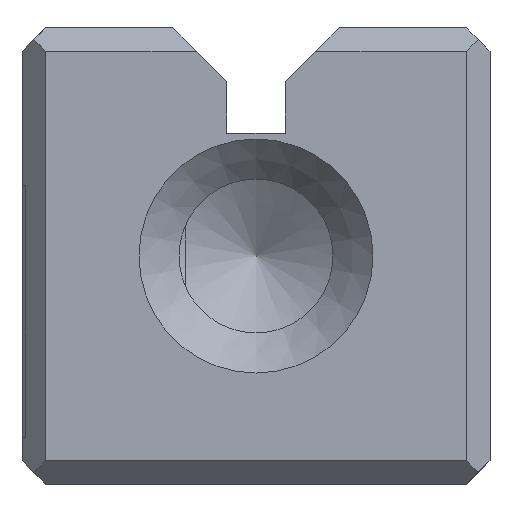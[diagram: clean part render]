
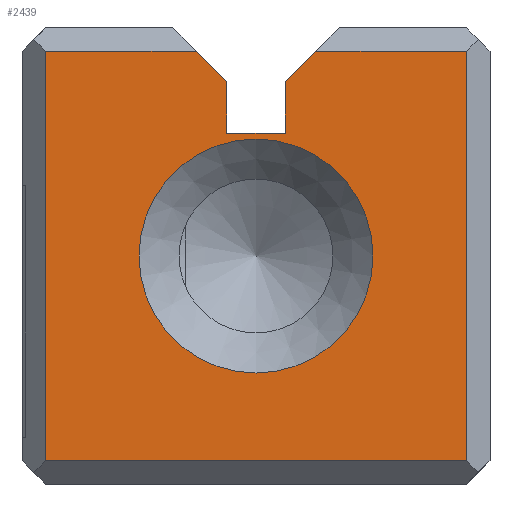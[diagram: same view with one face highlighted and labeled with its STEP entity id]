
A CAD part, front view. The second image highlights one B-rep face of the part: STEP entity #2439.
In plain terms, the highlighted planar face has unit normal (0, -1, 0).
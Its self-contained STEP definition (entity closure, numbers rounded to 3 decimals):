
#2439=ADVANCED_FACE('',(#3283,#3284),#2792,.T.);
#2792=PLANE('',#8425);
#3030=CIRCLE('',#8424,1.);
#3283=FACE_BOUND('',#3423,.T.);
#3284=FACE_BOUND('',#3424,.T.);
#3423=EDGE_LOOP('',(#4073,#4074,#4075,#4076,#4077,#4078,#4079,#4080,#4081,
#4082));
#3424=EDGE_LOOP('',(#4083));
#4073=ORIENTED_EDGE('',*,*,#6453,.T.);
#4074=ORIENTED_EDGE('',*,*,#6454,.F.);
#4075=ORIENTED_EDGE('',*,*,#6455,.F.);
#4076=ORIENTED_EDGE('',*,*,#6456,.F.);
#4077=ORIENTED_EDGE('',*,*,#6457,.T.);
#4078=ORIENTED_EDGE('',*,*,#6458,.T.);
#4079=ORIENTED_EDGE('',*,*,#6459,.T.);
#4080=ORIENTED_EDGE('',*,*,#6460,.T.);
#4081=ORIENTED_EDGE('',*,*,#6461,.T.);
#4082=ORIENTED_EDGE('',*,*,#6462,.F.);
#4083=ORIENTED_EDGE('',*,*,#6463,.T.);
#5845=VERTEX_POINT('',#10737);
#5846=VERTEX_POINT('',#10738);
#5847=VERTEX_POINT('',#10740);
#5848=VERTEX_POINT('',#10742);
#5849=VERTEX_POINT('',#10744);
#5850=VERTEX_POINT('',#10746);
#5851=VERTEX_POINT('',#10748);
#5852=VERTEX_POINT('',#10750);
#5853=VERTEX_POINT('',#10752);
#5854=VERTEX_POINT('',#10754);
#5855=VERTEX_POINT('',#10757);
#6453=EDGE_CURVE('',#5845,#5846,#7255,.T.);
#6454=EDGE_CURVE('',#5847,#5846,#7256,.T.);
#6455=EDGE_CURVE('',#5848,#5847,#7257,.T.);
#6456=EDGE_CURVE('',#5849,#5848,#7258,.T.);
#6457=EDGE_CURVE('',#5849,#5850,#7259,.T.);
#6458=EDGE_CURVE('',#5850,#5851,#7260,.T.);
#6459=EDGE_CURVE('',#5851,#5852,#7261,.T.);
#6460=EDGE_CURVE('',#5852,#5853,#7262,.T.);
#6461=EDGE_CURVE('',#5853,#5854,#7263,.T.);
#6462=EDGE_CURVE('',#5845,#5854,#7264,.T.);
#6463=EDGE_CURVE('',#5855,#5855,#3030,.T.);
#7255=LINE('',#10736,#7915);
#7256=LINE('',#10739,#7916);
#7257=LINE('',#10741,#7917);
#7258=LINE('',#10743,#7918);
#7259=LINE('',#10745,#7919);
#7260=LINE('',#10747,#7920);
#7261=LINE('',#10749,#7921);
#7262=LINE('',#10751,#7922);
#7263=LINE('',#10753,#7923);
#7264=LINE('',#10755,#7924);
#7915=VECTOR('',#8909,1.);
#7916=VECTOR('',#8910,1.);
#7917=VECTOR('',#8911,1.);
#7918=VECTOR('',#8912,1.);
#7919=VECTOR('',#8913,1.);
#7920=VECTOR('',#8914,1.);
#7921=VECTOR('',#8915,1.);
#7922=VECTOR('',#8916,1.);
#7923=VECTOR('',#8917,1.);
#7924=VECTOR('',#8918,1.);
#8424=AXIS2_PLACEMENT_3D('',#10756,#8919,#8920);
#8425=AXIS2_PLACEMENT_3D('',#10758,#8921,#8922);
#8909=DIRECTION('',(0.,0.,-1.));
#8910=DIRECTION('',(1.,0.,0.));
#8911=DIRECTION('',(0.,0.,-1.));
#8912=DIRECTION('',(0.707,0.,-0.707));
#8913=DIRECTION('',(-1.,0.,0.));
#8914=DIRECTION('',(0.,0.,-1.));
#8915=DIRECTION('',(1.,0.,0.));
#8916=DIRECTION('',(0.,0.,1.));
#8917=DIRECTION('',(-1.,0.,0.));
#8918=DIRECTION('',(0.707,0.,0.707));
#8919=DIRECTION('',(0.,1.,0.));
#8920=DIRECTION('',(0.,0.,1.));
#8921=DIRECTION('',(0.,-1.,0.));
#8922=DIRECTION('',(0.,0.,1.));
#10736=CARTESIAN_POINT('',(2.25,0.,3.));
#10737=CARTESIAN_POINT('',(2.25,0.,3.439));
#10738=CARTESIAN_POINT('',(2.25,0.,3.));
#10739=CARTESIAN_POINT('',(1.75,0.,3.));
#10740=CARTESIAN_POINT('',(1.75,0.,3.));
#10741=CARTESIAN_POINT('',(1.75,0.,3.));
#10742=CARTESIAN_POINT('',(1.75,0.,3.439));
#10743=CARTESIAN_POINT('',(1.289,0.,3.9));
#10744=CARTESIAN_POINT('',(1.489,0.,3.7));
#10745=CARTESIAN_POINT('',(2.,0.,3.7));
#10746=CARTESIAN_POINT('',(0.2,0.,3.7));
#10747=CARTESIAN_POINT('',(0.2,0.,0.));
#10748=CARTESIAN_POINT('',(0.2,0.,0.2));
#10749=CARTESIAN_POINT('',(2.,0.,0.2));
#10750=CARTESIAN_POINT('',(3.8,0.,0.2));
#10751=CARTESIAN_POINT('',(3.8,0.,0.));
#10752=CARTESIAN_POINT('',(3.8,0.,3.7));
#10753=CARTESIAN_POINT('',(2.,0.,3.7));
#10754=CARTESIAN_POINT('',(2.511,0.,3.7));
#10755=CARTESIAN_POINT('',(2.,0.,3.189));
#10756=CARTESIAN_POINT('',(2.,0.,1.95));
#10757=CARTESIAN_POINT('',(2.,0.,2.95));
#10758=CARTESIAN_POINT('',(2.,0.,0.));
